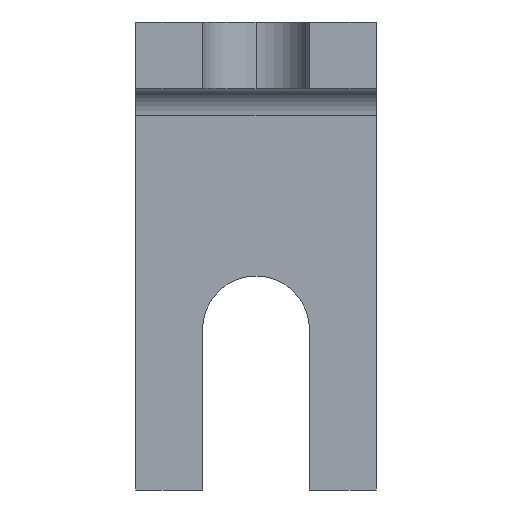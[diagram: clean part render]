
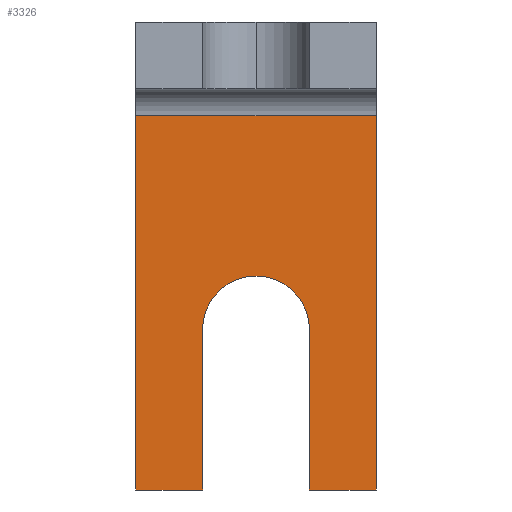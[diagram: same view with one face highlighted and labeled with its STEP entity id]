
A CAD part, left-side view. The second image highlights one B-rep face of the part: STEP entity #3326.
In plain terms, the highlighted planar face has unit normal (-1, 0, 0).
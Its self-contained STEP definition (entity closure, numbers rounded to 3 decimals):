
#1927 = PLANE('',#1928);
#1928 = AXIS2_PLACEMENT_3D('',#1929,#1930,#1931);
#1929 = CARTESIAN_POINT('',(-9.966,0.,-26.));
#1930 = DIRECTION('',(0.,1.,0.));
#1931 = DIRECTION('',(0.,0.,1.));
#2003 = PLANE('',#2004);
#2004 = AXIS2_PLACEMENT_3D('',#2005,#2006,#2007);
#2005 = CARTESIAN_POINT('',(-9.966,18.,-26.));
#2006 = DIRECTION('',(0.,1.,0.));
#2007 = DIRECTION('',(0.,0.,1.));
#2208 = VERTEX_POINT('',#2209);
#2209 = CARTESIAN_POINT('',(-9.966,0.,-26.));
#2223 = PLANE('',#2224);
#2224 = AXIS2_PLACEMENT_3D('',#2225,#2226,#2227);
#2225 = CARTESIAN_POINT('',(-9.966,0.,-26.));
#2226 = DIRECTION('',(0.,0.,1.));
#2227 = DIRECTION('',(1.,0.,0.));
#2235 = EDGE_CURVE('',#2208,#2236,#2238,.T.);
#2236 = VERTEX_POINT('',#2237);
#2237 = CARTESIAN_POINT('',(-9.966,0.,2.));
#2238 = SURFACE_CURVE('',#2239,(#2243,#2250),.PCURVE_S1.);
#2239 = LINE('',#2240,#2241);
#2240 = CARTESIAN_POINT('',(-9.966,0.,-26.));
#2241 = VECTOR('',#2242,1.);
#2242 = DIRECTION('',(0.,0.,1.));
#2243 = PCURVE('',#1927,#2244);
#2244 = DEFINITIONAL_REPRESENTATION('',(#2245),#2249);
#2245 = LINE('',#2246,#2247);
#2246 = CARTESIAN_POINT('',(0.,0.));
#2247 = VECTOR('',#2248,1.);
#2248 = DIRECTION('',(1.,0.));
#2249 = ( GEOMETRIC_REPRESENTATION_CONTEXT(2) 
PARAMETRIC_REPRESENTATION_CONTEXT() REPRESENTATION_CONTEXT('2D SPACE',''
  ) );
#2250 = PCURVE('',#2251,#2256);
#2251 = PLANE('',#2252);
#2252 = AXIS2_PLACEMENT_3D('',#2253,#2254,#2255);
#2253 = CARTESIAN_POINT('',(-9.966,0.,-26.));
#2254 = DIRECTION('',(1.,0.,0.));
#2255 = DIRECTION('',(0.,0.,1.));
#2256 = DEFINITIONAL_REPRESENTATION('',(#2257),#2261);
#2257 = LINE('',#2258,#2259);
#2258 = CARTESIAN_POINT('',(0.,0.));
#2259 = VECTOR('',#2260,1.);
#2260 = DIRECTION('',(1.,0.));
#2261 = ( GEOMETRIC_REPRESENTATION_CONTEXT(2) 
PARAMETRIC_REPRESENTATION_CONTEXT() REPRESENTATION_CONTEXT('2D SPACE',''
  ) );
#2559 = VERTEX_POINT('',#2560);
#2560 = CARTESIAN_POINT('',(-9.966,18.,-26.));
#2574 = PLANE('',#2575);
#2575 = AXIS2_PLACEMENT_3D('',#2576,#2577,#2578);
#2576 = CARTESIAN_POINT('',(-9.966,0.,-26.));
#2577 = DIRECTION('',(0.,0.,1.));
#2578 = DIRECTION('',(1.,0.,0.));
#2586 = EDGE_CURVE('',#2559,#2587,#2589,.T.);
#2587 = VERTEX_POINT('',#2588);
#2588 = CARTESIAN_POINT('',(-9.966,18.,2.));
#2589 = SURFACE_CURVE('',#2590,(#2594,#2601),.PCURVE_S1.);
#2590 = LINE('',#2591,#2592);
#2591 = CARTESIAN_POINT('',(-9.966,18.,-26.));
#2592 = VECTOR('',#2593,1.);
#2593 = DIRECTION('',(0.,0.,1.));
#2594 = PCURVE('',#2003,#2595);
#2595 = DEFINITIONAL_REPRESENTATION('',(#2596),#2600);
#2596 = LINE('',#2597,#2598);
#2597 = CARTESIAN_POINT('',(0.,0.));
#2598 = VECTOR('',#2599,1.);
#2599 = DIRECTION('',(1.,0.));
#2600 = ( GEOMETRIC_REPRESENTATION_CONTEXT(2) 
PARAMETRIC_REPRESENTATION_CONTEXT() REPRESENTATION_CONTEXT('2D SPACE',''
  ) );
#2601 = PCURVE('',#2251,#2602);
#2602 = DEFINITIONAL_REPRESENTATION('',(#2603),#2607);
#2603 = LINE('',#2604,#2605);
#2604 = CARTESIAN_POINT('',(0.,-18.));
#2605 = VECTOR('',#2606,1.);
#2606 = DIRECTION('',(1.,0.));
#2607 = ( GEOMETRIC_REPRESENTATION_CONTEXT(2) 
PARAMETRIC_REPRESENTATION_CONTEXT() REPRESENTATION_CONTEXT('2D SPACE',''
  ) );
#2968 = PLANE('',#2969);
#2969 = AXIS2_PLACEMENT_3D('',#2970,#2971,#2972);
#2970 = CARTESIAN_POINT('',(-21.,5.,-44.));
#2971 = DIRECTION('',(0.,1.,0.));
#2972 = DIRECTION('',(0.,0.,1.));
#2997 = CYLINDRICAL_SURFACE('',#2998,4.);
#2998 = AXIS2_PLACEMENT_3D('',#2999,#3000,#3001);
#2999 = CARTESIAN_POINT('',(-21.,9.,-14.));
#3000 = DIRECTION('',(1.,0.,0.));
#3001 = DIRECTION('',(0.,0.,-1.));
#3025 = PLANE('',#3026);
#3026 = AXIS2_PLACEMENT_3D('',#3027,#3028,#3029);
#3027 = CARTESIAN_POINT('',(-21.,13.,-44.));
#3028 = DIRECTION('',(0.,1.,0.));
#3029 = DIRECTION('',(0.,0.,1.));
#3251 = VERTEX_POINT('',#3252);
#3252 = CARTESIAN_POINT('',(-9.966,5.,-26.));
#3273 = EDGE_CURVE('',#2208,#3251,#3274,.T.);
#3274 = SURFACE_CURVE('',#3275,(#3279,#3286),.PCURVE_S1.);
#3275 = LINE('',#3276,#3277);
#3276 = CARTESIAN_POINT('',(-9.966,0.,-26.));
#3277 = VECTOR('',#3278,1.);
#3278 = DIRECTION('',(0.,1.,0.));
#3279 = PCURVE('',#2223,#3280);
#3280 = DEFINITIONAL_REPRESENTATION('',(#3281),#3285);
#3281 = LINE('',#3282,#3283);
#3282 = CARTESIAN_POINT('',(0.,0.));
#3283 = VECTOR('',#3284,1.);
#3284 = DIRECTION('',(0.,1.));
#3285 = ( GEOMETRIC_REPRESENTATION_CONTEXT(2) 
PARAMETRIC_REPRESENTATION_CONTEXT() REPRESENTATION_CONTEXT('2D SPACE',''
  ) );
#3286 = PCURVE('',#2251,#3287);
#3287 = DEFINITIONAL_REPRESENTATION('',(#3288),#3292);
#3288 = LINE('',#3289,#3290);
#3289 = CARTESIAN_POINT('',(0.,0.));
#3290 = VECTOR('',#3291,1.);
#3291 = DIRECTION('',(0.,-1.));
#3292 = ( GEOMETRIC_REPRESENTATION_CONTEXT(2) 
PARAMETRIC_REPRESENTATION_CONTEXT() REPRESENTATION_CONTEXT('2D SPACE',''
  ) );
#3326 = ADVANCED_FACE('',(#3327),#2251,.F.);
#3327 = FACE_BOUND('',#3328,.F.);
#3328 = EDGE_LOOP('',(#3329,#3330,#3331,#3354,#3378,#3401,#3422,#3423));
#3329 = ORIENTED_EDGE('',*,*,#2235,.F.);
#3330 = ORIENTED_EDGE('',*,*,#3273,.T.);
#3331 = ORIENTED_EDGE('',*,*,#3332,.T.);
#3332 = EDGE_CURVE('',#3251,#3333,#3335,.T.);
#3333 = VERTEX_POINT('',#3334);
#3334 = CARTESIAN_POINT('',(-9.966,5.,-14.));
#3335 = SURFACE_CURVE('',#3336,(#3340,#3347),.PCURVE_S1.);
#3336 = LINE('',#3337,#3338);
#3337 = CARTESIAN_POINT('',(-9.966,5.,-35.));
#3338 = VECTOR('',#3339,1.);
#3339 = DIRECTION('',(0.,0.,1.));
#3340 = PCURVE('',#2251,#3341);
#3341 = DEFINITIONAL_REPRESENTATION('',(#3342),#3346);
#3342 = LINE('',#3343,#3344);
#3343 = CARTESIAN_POINT('',(-9.,-5.));
#3344 = VECTOR('',#3345,1.);
#3345 = DIRECTION('',(1.,0.));
#3346 = ( GEOMETRIC_REPRESENTATION_CONTEXT(2) 
PARAMETRIC_REPRESENTATION_CONTEXT() REPRESENTATION_CONTEXT('2D SPACE',''
  ) );
#3347 = PCURVE('',#2968,#3348);
#3348 = DEFINITIONAL_REPRESENTATION('',(#3349),#3353);
#3349 = LINE('',#3350,#3351);
#3350 = CARTESIAN_POINT('',(9.,11.035));
#3351 = VECTOR('',#3352,1.);
#3352 = DIRECTION('',(1.,0.));
#3353 = ( GEOMETRIC_REPRESENTATION_CONTEXT(2) 
PARAMETRIC_REPRESENTATION_CONTEXT() REPRESENTATION_CONTEXT('2D SPACE',''
  ) );
#3354 = ORIENTED_EDGE('',*,*,#3355,.F.);
#3355 = EDGE_CURVE('',#3356,#3333,#3358,.T.);
#3356 = VERTEX_POINT('',#3357);
#3357 = CARTESIAN_POINT('',(-9.966,13.,-14.));
#3358 = SURFACE_CURVE('',#3359,(#3364,#3371),.PCURVE_S1.);
#3359 = CIRCLE('',#3360,4.);
#3360 = AXIS2_PLACEMENT_3D('',#3361,#3362,#3363);
#3361 = CARTESIAN_POINT('',(-9.966,9.,-14.));
#3362 = DIRECTION('',(1.,0.,0.));
#3363 = DIRECTION('',(0.,0.,1.));
#3364 = PCURVE('',#2251,#3365);
#3365 = DEFINITIONAL_REPRESENTATION('',(#3366),#3370);
#3366 = CIRCLE('',#3367,4.);
#3367 = AXIS2_PLACEMENT_2D('',#3368,#3369);
#3368 = CARTESIAN_POINT('',(12.,-9.));
#3369 = DIRECTION('',(1.,0.));
#3370 = ( GEOMETRIC_REPRESENTATION_CONTEXT(2) 
PARAMETRIC_REPRESENTATION_CONTEXT() REPRESENTATION_CONTEXT('2D SPACE',''
  ) );
#3371 = PCURVE('',#2997,#3372);
#3372 = DEFINITIONAL_REPRESENTATION('',(#3373),#3377);
#3373 = LINE('',#3374,#3375);
#3374 = CARTESIAN_POINT('',(-3.142,11.035));
#3375 = VECTOR('',#3376,1.);
#3376 = DIRECTION('',(1.,0.));
#3377 = ( GEOMETRIC_REPRESENTATION_CONTEXT(2) 
PARAMETRIC_REPRESENTATION_CONTEXT() REPRESENTATION_CONTEXT('2D SPACE',''
  ) );
#3378 = ORIENTED_EDGE('',*,*,#3379,.F.);
#3379 = EDGE_CURVE('',#3380,#3356,#3382,.T.);
#3380 = VERTEX_POINT('',#3381);
#3381 = CARTESIAN_POINT('',(-9.966,13.,-26.));
#3382 = SURFACE_CURVE('',#3383,(#3387,#3394),.PCURVE_S1.);
#3383 = LINE('',#3384,#3385);
#3384 = CARTESIAN_POINT('',(-9.966,13.,-35.));
#3385 = VECTOR('',#3386,1.);
#3386 = DIRECTION('',(0.,0.,1.));
#3387 = PCURVE('',#2251,#3388);
#3388 = DEFINITIONAL_REPRESENTATION('',(#3389),#3393);
#3389 = LINE('',#3390,#3391);
#3390 = CARTESIAN_POINT('',(-9.,-13.));
#3391 = VECTOR('',#3392,1.);
#3392 = DIRECTION('',(1.,0.));
#3393 = ( GEOMETRIC_REPRESENTATION_CONTEXT(2) 
PARAMETRIC_REPRESENTATION_CONTEXT() REPRESENTATION_CONTEXT('2D SPACE',''
  ) );
#3394 = PCURVE('',#3025,#3395);
#3395 = DEFINITIONAL_REPRESENTATION('',(#3396),#3400);
#3396 = LINE('',#3397,#3398);
#3397 = CARTESIAN_POINT('',(9.,11.035));
#3398 = VECTOR('',#3399,1.);
#3399 = DIRECTION('',(1.,0.));
#3400 = ( GEOMETRIC_REPRESENTATION_CONTEXT(2) 
PARAMETRIC_REPRESENTATION_CONTEXT() REPRESENTATION_CONTEXT('2D SPACE',''
  ) );
#3401 = ORIENTED_EDGE('',*,*,#3402,.T.);
#3402 = EDGE_CURVE('',#3380,#2559,#3403,.T.);
#3403 = SURFACE_CURVE('',#3404,(#3408,#3415),.PCURVE_S1.);
#3404 = LINE('',#3405,#3406);
#3405 = CARTESIAN_POINT('',(-9.966,0.,-26.));
#3406 = VECTOR('',#3407,1.);
#3407 = DIRECTION('',(0.,1.,0.));
#3408 = PCURVE('',#2251,#3409);
#3409 = DEFINITIONAL_REPRESENTATION('',(#3410),#3414);
#3410 = LINE('',#3411,#3412);
#3411 = CARTESIAN_POINT('',(0.,0.));
#3412 = VECTOR('',#3413,1.);
#3413 = DIRECTION('',(0.,-1.));
#3414 = ( GEOMETRIC_REPRESENTATION_CONTEXT(2) 
PARAMETRIC_REPRESENTATION_CONTEXT() REPRESENTATION_CONTEXT('2D SPACE',''
  ) );
#3415 = PCURVE('',#2574,#3416);
#3416 = DEFINITIONAL_REPRESENTATION('',(#3417),#3421);
#3417 = LINE('',#3418,#3419);
#3418 = CARTESIAN_POINT('',(0.,0.));
#3419 = VECTOR('',#3420,1.);
#3420 = DIRECTION('',(0.,1.));
#3421 = ( GEOMETRIC_REPRESENTATION_CONTEXT(2) 
PARAMETRIC_REPRESENTATION_CONTEXT() REPRESENTATION_CONTEXT('2D SPACE',''
  ) );
#3422 = ORIENTED_EDGE('',*,*,#2586,.T.);
#3423 = ORIENTED_EDGE('',*,*,#3424,.F.);
#3424 = EDGE_CURVE('',#2236,#2587,#3425,.T.);
#3425 = SURFACE_CURVE('',#3426,(#3430,#3437),.PCURVE_S1.);
#3426 = LINE('',#3427,#3428);
#3427 = CARTESIAN_POINT('',(-9.966,0.,2.));
#3428 = VECTOR('',#3429,1.);
#3429 = DIRECTION('',(0.,1.,0.));
#3430 = PCURVE('',#2251,#3431);
#3431 = DEFINITIONAL_REPRESENTATION('',(#3432),#3436);
#3432 = LINE('',#3433,#3434);
#3433 = CARTESIAN_POINT('',(28.,0.));
#3434 = VECTOR('',#3435,1.);
#3435 = DIRECTION('',(0.,-1.));
#3436 = ( GEOMETRIC_REPRESENTATION_CONTEXT(2) 
PARAMETRIC_REPRESENTATION_CONTEXT() REPRESENTATION_CONTEXT('2D SPACE',''
  ) );
#3437 = PCURVE('',#3438,#3443);
#3438 = CYLINDRICAL_SURFACE('',#3439,2.);
#3439 = AXIS2_PLACEMENT_3D('',#3440,#3441,#3442);
#3440 = CARTESIAN_POINT('',(-11.966,0.,2.));
#3441 = DIRECTION('',(0.,1.,0.));
#3442 = DIRECTION('',(1.,0.,0.));
#3443 = DEFINITIONAL_REPRESENTATION('',(#3444),#3448);
#3444 = LINE('',#3445,#3446);
#3445 = CARTESIAN_POINT('',(0.,0.));
#3446 = VECTOR('',#3447,1.);
#3447 = DIRECTION('',(0.,1.));
#3448 = ( GEOMETRIC_REPRESENTATION_CONTEXT(2) 
PARAMETRIC_REPRESENTATION_CONTEXT() REPRESENTATION_CONTEXT('2D SPACE',''
  ) );
